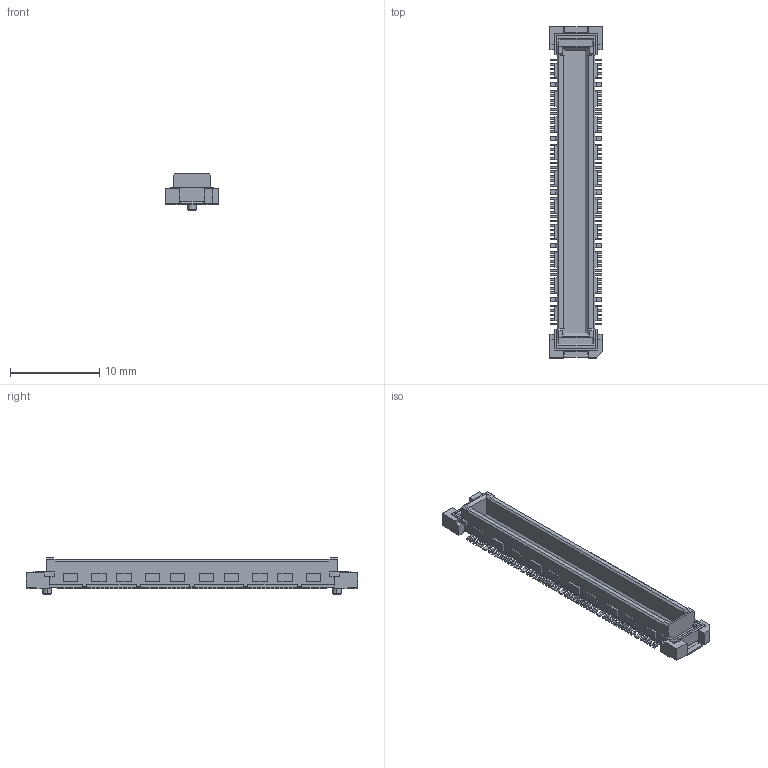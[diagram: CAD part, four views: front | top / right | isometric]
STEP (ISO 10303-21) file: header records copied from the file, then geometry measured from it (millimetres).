
FILE_DESCRIPTION(('OneSpaceDesigner STEP Export'),'2;1');
FILE_NAME('FX10A-100P10-SV.stp','2007-12-17T17:01:50',(''),(''),'OneSpace Designer STEP processor for AP214 (Solid Model)','OneSpace Modeling 15.00A 14-Mar-2007 (C) CoCreate Software GmbH','');
FILE_SCHEMA(('AUTOMOTIVE_DESIGN { 1 0 10303 214 1 1 1 1 }'));
Length unit declared in the file: millimetre
Products named in the file (2): FX10A-100P10-SV
Assembly tree (1 placements, depth 2):
  FX10A-100P10-SV
    FX10A-100P10-SV
Bounding box: 5.9 x 37.1 x 4.1 mm (x, y, z)
Volume: 278.9 mm3; surface area: 903.5 mm2
Topology: 1 solids, 1 shells, 1408 faces, 3909 edges, 2518 vertices
Faces by surface type: plane 1268, cylinder 136, cone 4
Entity records: 43290 total; most frequent: ORIENTED_EDGE 7818, CARTESIAN_POINT 7661, DIRECTION 6785, EDGE_CURVE 3909, VECTOR 3501, LINE 3501, VERTEX_POINT 2518, AXIS2_PLACEMENT_3D 1642
